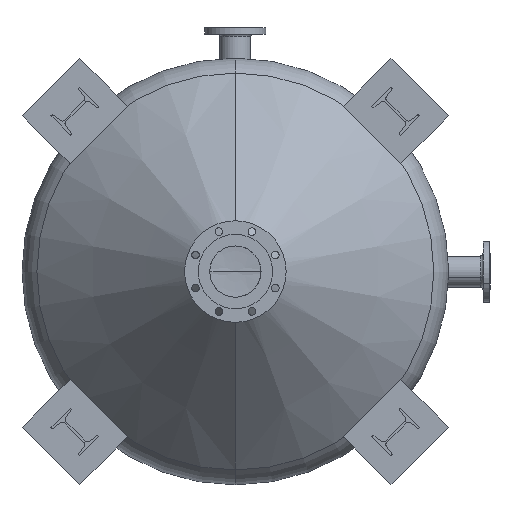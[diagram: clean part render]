
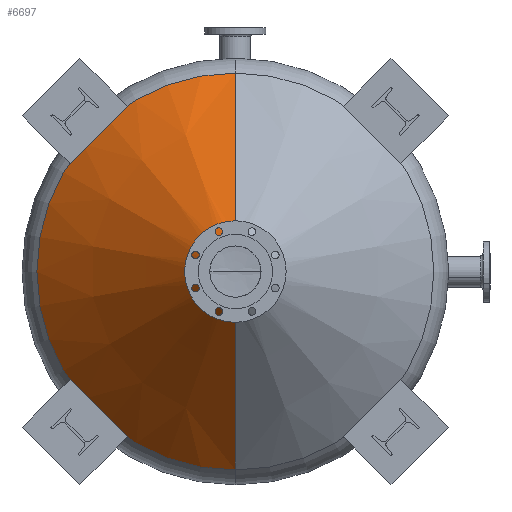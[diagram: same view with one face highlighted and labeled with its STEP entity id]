
A CAD part, front view. The second image highlights one B-rep face of the part: STEP entity #6697.
In plain terms, the highlighted conical face has half-angle 45 degrees and reference radius 93.98 mm.
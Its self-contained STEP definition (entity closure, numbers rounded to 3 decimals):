
#217 = EDGE_CURVE ( 'NONE', #4671, #1297, #4232, .T. ) ;
#223 = CONICAL_SURFACE ( 'NONE', #7328, 93.98, 0.785 ) ;
#235 = VERTEX_POINT ( 'NONE', #5470 ) ;
#302 = DIRECTION ( 'NONE',  ( 0., 0., 1. ) ) ;
#478 = VERTEX_POINT ( 'NONE', #7672 ) ;
#507 = DIRECTION ( 'NONE',  ( 0., 0., 1. ) ) ;
#1297 = VERTEX_POINT ( 'NONE', #5242 ) ;
#1323 = EDGE_CURVE ( 'NONE', #235, #4671, #2677, .T. ) ;
#1371 = DIRECTION ( 'NONE',  ( 0., 0., 1. ) ) ;
#1493 = CIRCLE ( 'NONE', #1924, 496.203 ) ;
#1546 = CARTESIAN_POINT ( 'NONE',  ( 0., -1142.825, 0. ) ) ;
#1592 = DIRECTION ( 'NONE',  ( 0., 1., 0. ) ) ;
#1924 = AXIS2_PLACEMENT_3D ( 'NONE', #3835, #6668, #507 ) ;
#1973 = AXIS2_PLACEMENT_3D ( 'NONE', #6612, #7383, #1371 ) ;
#2303 = DIRECTION ( 'NONE',  ( 0., 0.707, -0.707 ) ) ;
#2677 = CIRCLE ( 'NONE', #1973, 93.98 ) ;
#3143 = CARTESIAN_POINT ( 'NONE',  ( 0., -1142.825, -93.98 ) ) ;
#3429 = CARTESIAN_POINT ( 'NONE',  ( 0., -1142.825, 93.98 ) ) ;
#3530 = VECTOR ( 'NONE', #6093, 1000. ) ;
#3835 = CARTESIAN_POINT ( 'NONE',  ( 0., -740.603, 0. ) ) ;
#3994 = EDGE_CURVE ( 'NONE', #235, #478, #6423, .T. ) ;
#4005 = CARTESIAN_POINT ( 'NONE',  ( 0., -1142.825, 93.98 ) ) ;
#4232 = LINE ( 'NONE', #3429, #3530 ) ;
#4561 = EDGE_CURVE ( 'NONE', #478, #1297, #1493, .T. ) ;
#4671 = VERTEX_POINT ( 'NONE', #4005 ) ;
#5242 = CARTESIAN_POINT ( 'NONE',  ( 0., -740.603, 496.203 ) ) ;
#5470 = CARTESIAN_POINT ( 'NONE',  ( 0., -1142.825, -93.98 ) ) ;
#5726 = ORIENTED_EDGE ( 'NONE', *, *, #3994, .F. ) ;
#6093 = DIRECTION ( 'NONE',  ( 0., 0.707, 0.707 ) ) ;
#6241 = FACE_OUTER_BOUND ( 'NONE', #8119, .T. ) ;
#6423 = LINE ( 'NONE', #3143, #7734 ) ;
#6612 = CARTESIAN_POINT ( 'NONE',  ( 0., -1142.825, 0. ) ) ;
#6668 = DIRECTION ( 'NONE',  ( 0., 1., 0. ) ) ;
#6697 = ADVANCED_FACE ( 'NONE', ( #6241 ), #223, .T. ) ;
#7328 = AXIS2_PLACEMENT_3D ( 'NONE', #1546, #1592, #302 ) ;
#7383 = DIRECTION ( 'NONE',  ( 0., 1., 0. ) ) ;
#7672 = CARTESIAN_POINT ( 'NONE',  ( 0., -740.603, -496.203 ) ) ;
#7734 = VECTOR ( 'NONE', #2303, 1000. ) ;
#7958 = ORIENTED_EDGE ( 'NONE', *, *, #217, .T. ) ;
#8119 = EDGE_LOOP ( 'NONE', ( #5726, #8273, #7958, #8544 ) ) ;
#8273 = ORIENTED_EDGE ( 'NONE', *, *, #1323, .T. ) ;
#8544 = ORIENTED_EDGE ( 'NONE', *, *, #4561, .F. ) ;
